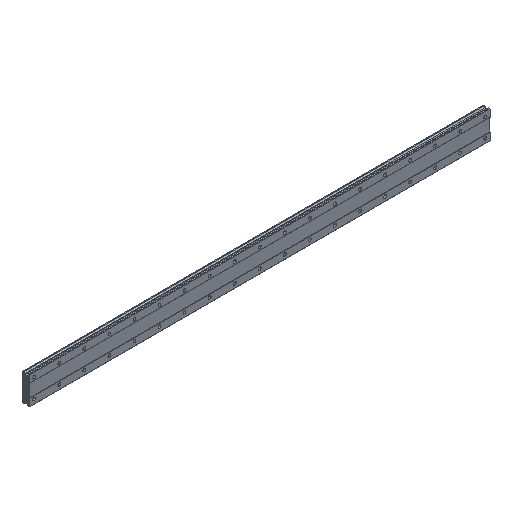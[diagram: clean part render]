
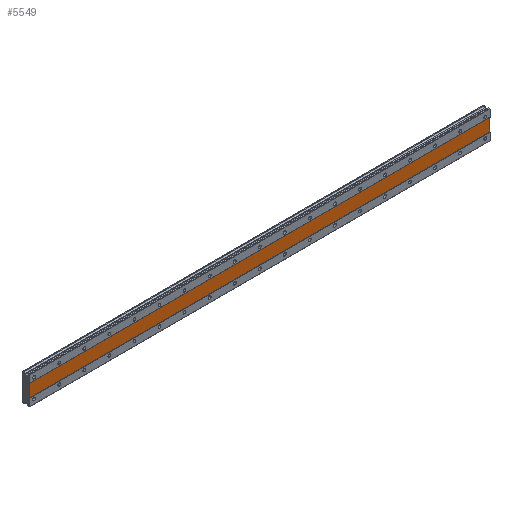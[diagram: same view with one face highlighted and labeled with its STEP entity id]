
A CAD part, isometric view. The second image highlights one B-rep face of the part: STEP entity #5549.
In plain terms, the highlighted planar face has unit normal (0, -1, 0).
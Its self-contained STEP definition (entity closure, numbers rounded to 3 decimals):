
#136 = CARTESIAN_POINT ( 'NONE',  ( 1455., 1., -20. ) ) ;
#171 = LINE ( 'NONE', #136, #6821 ) ;
#266 = LINE ( 'NONE', #2454, #1262 ) ;
#338 = ORIENTED_EDGE ( 'NONE', *, *, #366, .F. ) ;
#366 = EDGE_CURVE ( 'NONE', #4615, #4523, #4488, .T. ) ;
#464 = CARTESIAN_POINT ( 'NONE',  ( 1455., 1., 20. ) ) ;
#477 = ORIENTED_EDGE ( 'NONE', *, *, #4151, .F. ) ;
#692 = EDGE_LOOP ( 'NONE', ( #5725, #338, #3481, #477 ) ) ;
#784 = EDGE_CURVE ( 'NONE', #4523, #4189, #171, .T. ) ;
#841 = LINE ( 'NONE', #3627, #5526 ) ;
#857 = DIRECTION ( 'NONE',  ( 0., 0., 1. ) ) ;
#887 = PLANE ( 'NONE',  #2710 ) ;
#1262 = VECTOR ( 'NONE', #857, 1000. ) ;
#1410 = DIRECTION ( 'NONE',  ( 1., 0., 0. ) ) ;
#1809 = CARTESIAN_POINT ( 'NONE',  ( 1455., 1., 20. ) ) ;
#1967 = CARTESIAN_POINT ( 'NONE',  ( -15., 1., -20. ) ) ;
#2454 = CARTESIAN_POINT ( 'NONE',  ( -15., 1., 20. ) ) ;
#2710 = AXIS2_PLACEMENT_3D ( 'NONE', #4573, #5060, #2907 ) ;
#2870 = DIRECTION ( 'NONE',  ( 0., 0., -1. ) ) ;
#2907 = DIRECTION ( 'NONE',  ( 0., 0., 1. ) ) ;
#2908 = VERTEX_POINT ( 'NONE', #7012 ) ;
#2951 = FACE_OUTER_BOUND ( 'NONE', #692, .T. ) ;
#3481 = ORIENTED_EDGE ( 'NONE', *, *, #5784, .F. ) ;
#3627 = CARTESIAN_POINT ( 'NONE',  ( 1455., 1., 20. ) ) ;
#4151 = EDGE_CURVE ( 'NONE', #4189, #2908, #266, .T. ) ;
#4189 = VERTEX_POINT ( 'NONE', #1967 ) ;
#4488 = LINE ( 'NONE', #1809, #6803 ) ;
#4523 = VERTEX_POINT ( 'NONE', #6757 ) ;
#4573 = CARTESIAN_POINT ( 'NONE',  ( 1455., 1., 20. ) ) ;
#4615 = VERTEX_POINT ( 'NONE', #464 ) ;
#5060 = DIRECTION ( 'NONE',  ( 0., 1., 0. ) ) ;
#5526 = VECTOR ( 'NONE', #1410, 1000. ) ;
#5549 = ADVANCED_FACE ( 'NONE', ( #2951 ), #887, .F. ) ;
#5725 = ORIENTED_EDGE ( 'NONE', *, *, #784, .F. ) ;
#5784 = EDGE_CURVE ( 'NONE', #2908, #4615, #841, .T. ) ;
#6132 = DIRECTION ( 'NONE',  ( -1., 0., 0. ) ) ;
#6757 = CARTESIAN_POINT ( 'NONE',  ( 1455., 1., -20. ) ) ;
#6803 = VECTOR ( 'NONE', #2870, 1000. ) ;
#6821 = VECTOR ( 'NONE', #6132, 1000. ) ;
#7012 = CARTESIAN_POINT ( 'NONE',  ( -15., 1., 20. ) ) ;
